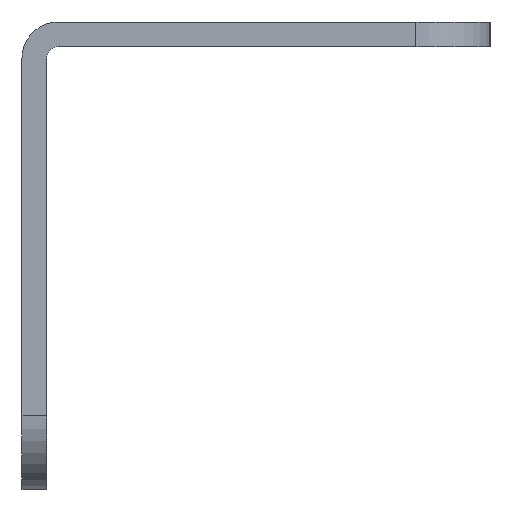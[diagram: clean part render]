
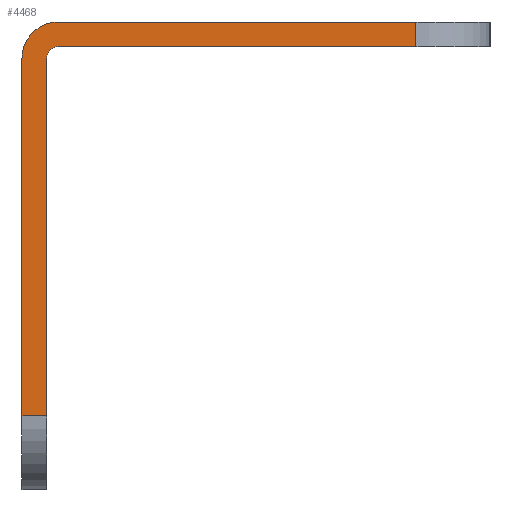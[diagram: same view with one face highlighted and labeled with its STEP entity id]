
A CAD part, left-side view. The second image highlights one B-rep face of the part: STEP entity #4468.
In plain terms, the highlighted planar face has unit normal (-1, 0, 0).
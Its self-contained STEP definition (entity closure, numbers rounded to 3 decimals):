
#910=FACE_OUTER_BOUND('',#1146,.T.);
#1146=EDGE_LOOP('',(#3507,#3508,#3509,#3510,#3511,#3512,#3513,#3514));
#2049=CIRCLE('',#4709,0.74);
#2050=CIRCLE('',#4710,2.34);
#2509=LINE('',#6828,#2533);
#2510=LINE('',#6830,#2534);
#2511=LINE('',#6834,#2535);
#2512=LINE('',#6836,#2536);
#2513=LINE('',#6838,#2537);
#2514=LINE('',#6841,#2538);
#2533=VECTOR('',#5413,1.6);
#2534=VECTOR('',#5414,23.16);
#2535=VECTOR('',#5417,23.16);
#2536=VECTOR('',#5418,1.6);
#2537=VECTOR('',#5419,23.16);
#2538=VECTOR('',#5422,23.16);
#2559=VERTEX_POINT('',#6826);
#2560=VERTEX_POINT('',#6827);
#2561=VERTEX_POINT('',#6829);
#2562=VERTEX_POINT('',#6831);
#2563=VERTEX_POINT('',#6833);
#2564=VERTEX_POINT('',#6835);
#2565=VERTEX_POINT('',#6837);
#2566=VERTEX_POINT('',#6839);
#3027=EDGE_CURVE('',#2559,#2560,#2509,.T.);
#3028=EDGE_CURVE('',#2561,#2560,#2510,.T.);
#3029=EDGE_CURVE('',#2561,#2562,#2049,.T.);
#3030=EDGE_CURVE('',#2563,#2562,#2511,.T.);
#3031=EDGE_CURVE('',#2563,#2564,#2512,.T.);
#3032=EDGE_CURVE('',#2565,#2564,#2513,.T.);
#3033=EDGE_CURVE('',#2565,#2566,#2050,.T.);
#3034=EDGE_CURVE('',#2559,#2566,#2514,.T.);
#3507=ORIENTED_EDGE('',*,*,#3027,.T.);
#3508=ORIENTED_EDGE('',*,*,#3028,.F.);
#3509=ORIENTED_EDGE('',*,*,#3029,.T.);
#3510=ORIENTED_EDGE('',*,*,#3030,.F.);
#3511=ORIENTED_EDGE('',*,*,#3031,.T.);
#3512=ORIENTED_EDGE('',*,*,#3032,.F.);
#3513=ORIENTED_EDGE('',*,*,#3033,.T.);
#3514=ORIENTED_EDGE('',*,*,#3034,.F.);
#4460=PLANE('',#4708);
#4468=ADVANCED_FACE('',(#910),#4460,.F.);
#4708=AXIS2_PLACEMENT_3D('',#6825,#5411,#5412);
#4709=AXIS2_PLACEMENT_3D('',#6832,#5415,#5416);
#4710=AXIS2_PLACEMENT_3D('',#6840,#5420,#5421);
#5411=DIRECTION('center_axis',(1.,0.,0.));
#5412=DIRECTION('ref_axis',(0.,0.,-1.));
#5413=DIRECTION('',(0.,-1.,0.));
#5414=DIRECTION('',(0.,0.,-1.));
#5415=DIRECTION('center_axis',(1.,0.,0.));
#5416=DIRECTION('ref_axis',(0.,1.,0.));
#5417=DIRECTION('',(0.,1.,0.));
#5418=DIRECTION('',(0.,0.,1.));
#5419=DIRECTION('',(0.,-1.,0.));
#5420=DIRECTION('center_axis',(-1.,0.,0.));
#5421=DIRECTION('ref_axis',(0.,0.,1.));
#5422=DIRECTION('',(0.,0.,1.));
#6825=CARTESIAN_POINT('Origin',(-296.,0.,0.));
#6826=CARTESIAN_POINT('',(-296.,0.,-25.5));
#6827=CARTESIAN_POINT('',(-296.,-1.6,-25.5));
#6828=CARTESIAN_POINT('',(-296.,0.,-25.5));
#6829=CARTESIAN_POINT('',(-296.,-1.6,-2.34));
#6830=CARTESIAN_POINT('',(-296.,-1.6,-2.34));
#6831=CARTESIAN_POINT('',(-296.,-2.34,-1.6));
#6832=CARTESIAN_POINT('Origin',(-296.,-2.34,-2.34));
#6833=CARTESIAN_POINT('',(-296.,-25.5,-1.6));
#6834=CARTESIAN_POINT('',(-296.,-25.5,-1.6));
#6835=CARTESIAN_POINT('',(-296.,-25.5,0.));
#6836=CARTESIAN_POINT('',(-296.,-25.5,-1.6));
#6837=CARTESIAN_POINT('',(-296.,-2.34,0.));
#6838=CARTESIAN_POINT('',(-296.,-2.34,0.));
#6839=CARTESIAN_POINT('',(-296.,0.,-2.34));
#6840=CARTESIAN_POINT('Origin',(-296.,-2.34,-2.34));
#6841=CARTESIAN_POINT('',(-296.,0.,-25.5));
